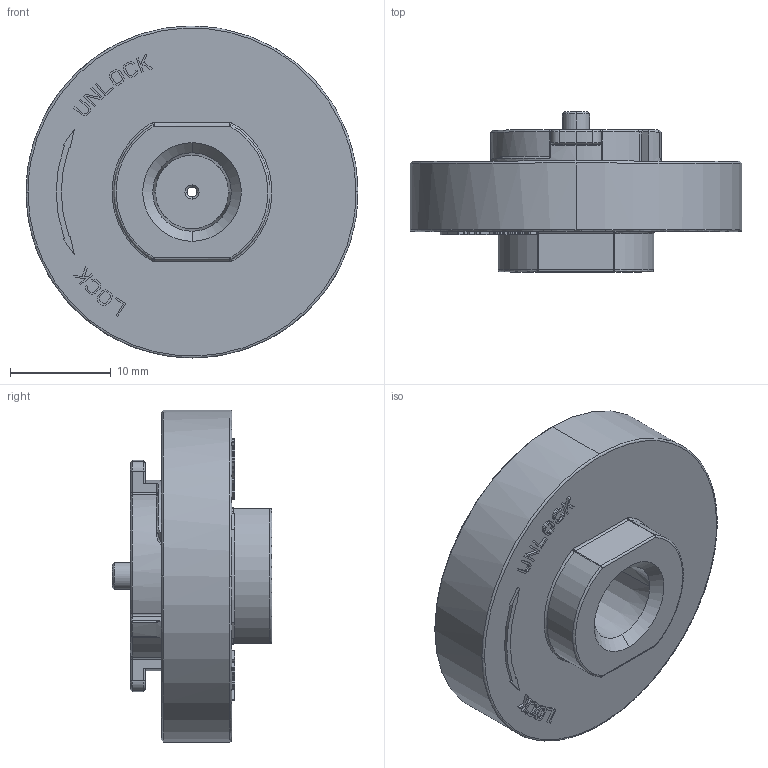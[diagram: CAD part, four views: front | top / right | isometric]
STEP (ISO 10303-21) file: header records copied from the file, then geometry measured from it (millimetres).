
FILE_DESCRIPTION (( 'STEP AP203' ), '1' );
FILE_NAME ('AGP2-31.step', '2020-04-27T12:13:35', ( '' ), ( '' ), 'SwSTEP 2.0', 'SolidWorks 2019', '' );
FILE_SCHEMA (( 'CONFIG_CONTROL_DESIGN' ));
Length unit declared in the file: inch
Products named in the file (1): AGP2-31
Bounding box: 33 x 15.9 x 33 mm (x, y, z)
Volume: 5392.3 mm3; surface area: 3930.6 mm2
Topology: 1 solids, 1 shells, 498 faces, 1346 edges, 833 vertices
Faces by surface type: plane 303, cylinder 90, bspline 63, cone 42
Entity records: 17005 total; most frequent: CARTESIAN_POINT 4904, ORIENTED_EDGE 2624, DIRECTION 2340, EDGE_CURVE 1312, LINE 954, VECTOR 954, VERTEX_POINT 833, AXIS2_PLACEMENT_3D 693
